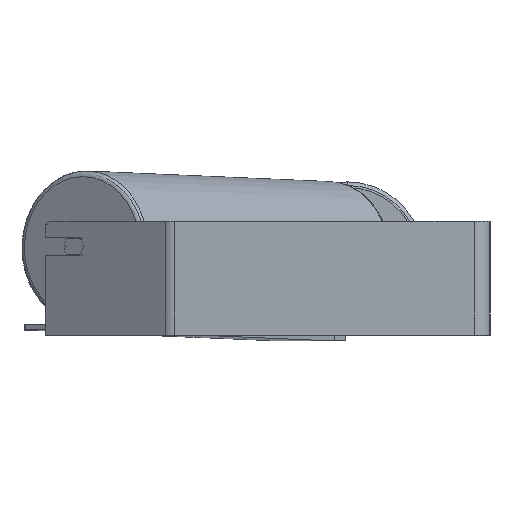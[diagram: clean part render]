
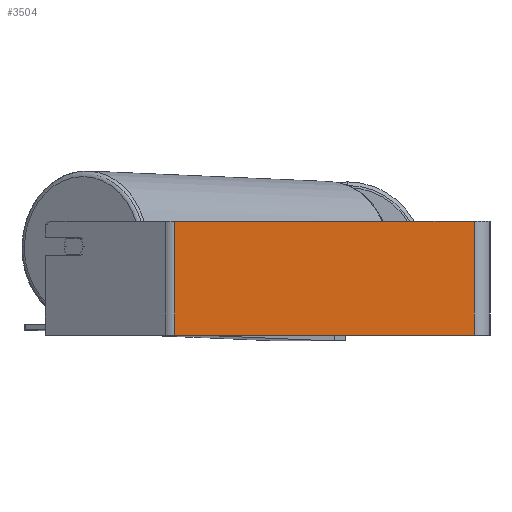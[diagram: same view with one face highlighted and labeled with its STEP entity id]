
A CAD part, left-side view. The second image highlights one B-rep face of the part: STEP entity #3504.
In plain terms, the highlighted planar face has unit normal (-1, 0, 0).
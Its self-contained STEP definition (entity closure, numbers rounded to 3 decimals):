
#29 = CARTESIAN_POINT ( 'NONE',  ( -620., 280.988, 50. ) ) ;
#442 = DIRECTION ( 'NONE',  ( 0., 0., -1. ) ) ;
#450 = VECTOR ( 'NONE', #1257, 1000. ) ;
#633 = ORIENTED_EDGE ( 'NONE', *, *, #7218, .F. ) ;
#1257 = DIRECTION ( 'NONE',  ( 0., -1., 0. ) ) ;
#1263 = EDGE_CURVE ( 'NONE', #8824, #6990, #3814, .T. ) ;
#1723 = DIRECTION ( 'NONE',  ( 1., 0., 0. ) ) ;
#1872 = AXIS2_PLACEMENT_3D ( 'NONE', #8778, #1723, #2373 ) ;
#2085 = EDGE_CURVE ( 'NONE', #3343, #6990, #2655, .T. ) ;
#2173 = ORIENTED_EDGE ( 'NONE', *, *, #1263, .F. ) ;
#2176 = VECTOR ( 'NONE', #442, 1000. ) ;
#2373 = DIRECTION ( 'NONE',  ( 0., 0., -1. ) ) ;
#2533 = CARTESIAN_POINT ( 'NONE',  ( -620., 14., 50. ) ) ;
#2649 = EDGE_LOOP ( 'NONE', ( #3786, #2173, #633, #8637 ) ) ;
#2655 = LINE ( 'NONE', #6122, #8864 ) ;
#3343 = VERTEX_POINT ( 'NONE', #4286 ) ;
#3504 = ADVANCED_FACE ( 'NONE', ( #5255 ), #7962, .F. ) ;
#3735 = CARTESIAN_POINT ( 'NONE',  ( -620., 14., -50. ) ) ;
#3786 = ORIENTED_EDGE ( 'NONE', *, *, #2085, .T. ) ;
#3814 = LINE ( 'NONE', #2533, #6516 ) ;
#4286 = CARTESIAN_POINT ( 'NONE',  ( -620., 276.574, -50. ) ) ;
#5208 = LINE ( 'NONE', #5939, #2176 ) ;
#5255 = FACE_OUTER_BOUND ( 'NONE', #2649, .T. ) ;
#5502 = VERTEX_POINT ( 'NONE', #5950 ) ;
#5939 = CARTESIAN_POINT ( 'NONE',  ( -620., 276.574, 50. ) ) ;
#5950 = CARTESIAN_POINT ( 'NONE',  ( -620., 276.574, 50. ) ) ;
#5962 = EDGE_CURVE ( 'NONE', #5502, #3343, #5208, .T. ) ;
#6122 = CARTESIAN_POINT ( 'NONE',  ( -620., 280.988, -50. ) ) ;
#6516 = VECTOR ( 'NONE', #7348, 1000. ) ;
#6990 = VERTEX_POINT ( 'NONE', #3735 ) ;
#7218 = EDGE_CURVE ( 'NONE', #5502, #8824, #8992, .T. ) ;
#7348 = DIRECTION ( 'NONE',  ( 0., 0., -1. ) ) ;
#7538 = DIRECTION ( 'NONE',  ( 0., -1., 0. ) ) ;
#7962 = PLANE ( 'NONE',  #1872 ) ;
#8637 = ORIENTED_EDGE ( 'NONE', *, *, #5962, .T. ) ;
#8778 = CARTESIAN_POINT ( 'NONE',  ( -620., 280.988, 50. ) ) ;
#8824 = VERTEX_POINT ( 'NONE', #9039 ) ;
#8864 = VECTOR ( 'NONE', #7538, 1000. ) ;
#8992 = LINE ( 'NONE', #29, #450 ) ;
#9039 = CARTESIAN_POINT ( 'NONE',  ( -620., 14., 50. ) ) ;
